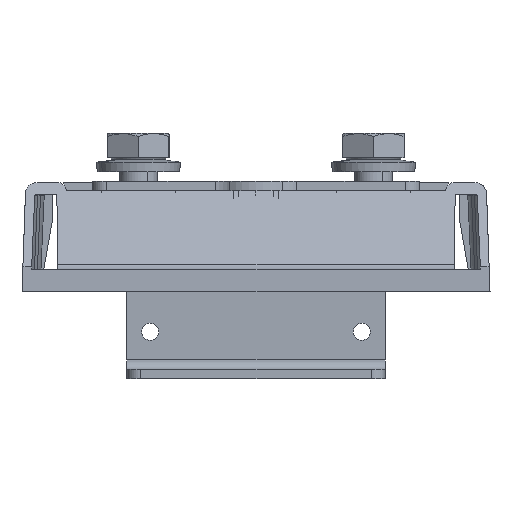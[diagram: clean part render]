
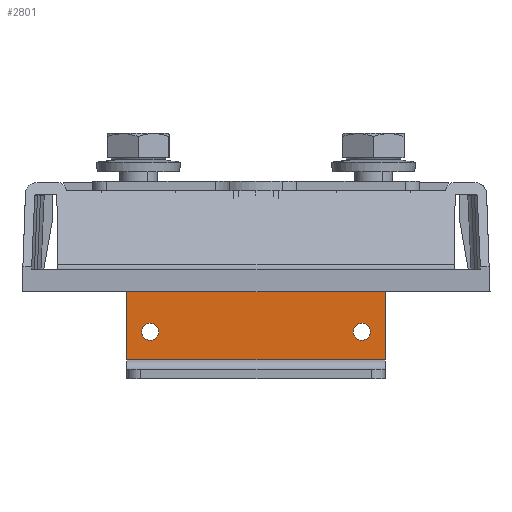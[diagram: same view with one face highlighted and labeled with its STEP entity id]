
A CAD part, left-side view. The second image highlights one B-rep face of the part: STEP entity #2801.
In plain terms, the highlighted face is planar.
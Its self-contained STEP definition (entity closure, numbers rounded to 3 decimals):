
#1043=DIRECTION('',(0.,0.,1.));
#1044=VECTOR('',#1043,2.5);
#1045=CARTESIAN_POINT('',(309.75,2.,35.5));
#1046=LINE('',#1045,#1044);
#1289=DIRECTION('',(0.,0.,1.));
#1290=VECTOR('',#1289,25.5);
#1291=CARTESIAN_POINT('',(302.5,2.,4.));
#1292=LINE('',#1291,#1290);
#1354=CARTESIAN_POINT('',(305.5,2.,29.5));
#1355=DIRECTION('',(0.,-1.,0.));
#1356=DIRECTION('',(0.,0.,1.));
#1357=AXIS2_PLACEMENT_3D('',#1354,#1355,#1356);
#1362=DIRECTION('',(-1.,0.,0.));
#1363=VECTOR('',#1362,1.25);
#1364=CARTESIAN_POINT('',(306.75,2.,32.5));
#1365=LINE('',#1364,#1363);
#1369=CARTESIAN_POINT('',(306.75,2.,35.5));
#1370=DIRECTION('',(0.,1.,0.));
#1371=DIRECTION('',(1.,0.,0.));
#1372=AXIS2_PLACEMENT_3D('',#1369,#1370,#1371);
#1377=DIRECTION('',(0.,0.,1.));
#1378=VECTOR('',#1377,2.5);
#1379=CARTESIAN_POINT('',(240.25,2.,35.5));
#1380=LINE('',#1379,#1378);
#1384=CARTESIAN_POINT('',(243.25,2.,35.5));
#1385=DIRECTION('',(0.,1.,0.));
#1386=DIRECTION('',(0.,0.,-1.));
#1387=AXIS2_PLACEMENT_3D('',#1384,#1385,#1386);
#1392=CARTESIAN_POINT('',(244.5,2.,29.5));
#1393=DIRECTION('',(0.,-1.,0.));
#1394=DIRECTION('',(1.,0.,0.));
#1395=AXIS2_PLACEMENT_3D('',#1392,#1393,#1394);
#1400=DIRECTION('',(0.,0.,1.));
#1401=VECTOR('',#1400,25.5);
#1402=CARTESIAN_POINT('',(247.5,2.,4.));
#1403=LINE('',#1402,#1401);
#1407=CARTESIAN_POINT('',(264.,2.,30.));
#1408=DIRECTION('',(0.,-1.,0.));
#1409=DIRECTION('',(0.,0.,1.));
#1410=AXIS2_PLACEMENT_3D('',#1407,#1408,#1409);
#1415=CARTESIAN_POINT('',(264.,2.,30.));
#1416=DIRECTION('',(0.,-1.,0.));
#1417=DIRECTION('',(0.,0.,-1.));
#1418=AXIS2_PLACEMENT_3D('',#1415,#1416,#1417);
#1423=CARTESIAN_POINT('',(286.,2.,30.));
#1424=DIRECTION('',(0.,-1.,0.));
#1425=DIRECTION('',(0.,0.,1.));
#1426=AXIS2_PLACEMENT_3D('',#1423,#1424,#1425);
#1431=CARTESIAN_POINT('',(286.,2.,30.));
#1432=DIRECTION('',(0.,-1.,0.));
#1433=DIRECTION('',(0.,0.,-1.));
#1434=AXIS2_PLACEMENT_3D('',#1431,#1432,#1433);
#1439=CARTESIAN_POINT('',(297.5,2.,10.));
#1440=DIRECTION('',(0.,-1.,0.));
#1441=DIRECTION('',(0.,0.,1.));
#1442=AXIS2_PLACEMENT_3D('',#1439,#1440,#1441);
#1447=CARTESIAN_POINT('',(297.5,2.,10.));
#1448=DIRECTION('',(0.,-1.,0.));
#1449=DIRECTION('',(0.,0.,-1.));
#1450=AXIS2_PLACEMENT_3D('',#1447,#1448,#1449);
#1455=CARTESIAN_POINT('',(252.5,2.,10.));
#1456=DIRECTION('',(0.,-1.,0.));
#1457=DIRECTION('',(0.,0.,1.));
#1458=AXIS2_PLACEMENT_3D('',#1455,#1456,#1457);
#1463=CARTESIAN_POINT('',(252.5,2.,10.));
#1464=DIRECTION('',(0.,-1.,0.));
#1465=DIRECTION('',(0.,0.,-1.));
#1466=AXIS2_PLACEMENT_3D('',#1463,#1464,#1465);
#1478=DIRECTION('',(1.,0.,0.));
#1479=VECTOR('',#1478,55.);
#1480=CARTESIAN_POINT('',(247.5,2.,4.));
#1481=LINE('',#1480,#1479);
#1622=DIRECTION('',(-1.,0.,0.));
#1623=VECTOR('',#1622,69.5);
#1624=CARTESIAN_POINT('',(309.75,2.,38.));
#1625=LINE('',#1624,#1623);
#1886=DIRECTION('',(1.,0.,0.));
#1887=VECTOR('',#1886,1.25);
#1888=CARTESIAN_POINT('',(243.25,2.,32.5));
#1889=LINE('',#1888,#1887);
#2257=CARTESIAN_POINT('',(309.75,2.,35.5));
#2258=VERTEX_POINT('',#2257);
#2259=CARTESIAN_POINT('',(309.75,2.,38.));
#2260=VERTEX_POINT('',#2259);
#2265=CARTESIAN_POINT('',(240.25,2.,38.));
#2266=VERTEX_POINT('',#2265);
#2267=CARTESIAN_POINT('',(240.25,2.,35.5));
#2268=VERTEX_POINT('',#2267);
#2325=CARTESIAN_POINT('',(247.5,2.,29.5));
#2326=VERTEX_POINT('',#2325);
#2327=CARTESIAN_POINT('',(247.5,2.,4.));
#2328=VERTEX_POINT('',#2327);
#2333=CARTESIAN_POINT('',(302.5,2.,4.));
#2334=VERTEX_POINT('',#2333);
#2335=CARTESIAN_POINT('',(302.5,2.,29.5));
#2336=VERTEX_POINT('',#2335);
#2369=CARTESIAN_POINT('',(244.5,2.,32.5));
#2370=VERTEX_POINT('',#2369);
#2371=CARTESIAN_POINT('',(243.25,2.,32.5));
#2372=VERTEX_POINT('',#2371);
#2373=CARTESIAN_POINT('',(306.75,2.,32.5));
#2374=VERTEX_POINT('',#2373);
#2375=CARTESIAN_POINT('',(305.5,2.,32.5));
#2376=VERTEX_POINT('',#2375);
#2377=CARTESIAN_POINT('',(264.,2.,31.8));
#2378=CARTESIAN_POINT('',(264.,2.,28.2));
#2379=VERTEX_POINT('',#2377);
#2380=VERTEX_POINT('',#2378);
#2381=CARTESIAN_POINT('',(286.,2.,31.8));
#2382=CARTESIAN_POINT('',(286.,2.,28.2));
#2383=VERTEX_POINT('',#2381);
#2384=VERTEX_POINT('',#2382);
#2385=CARTESIAN_POINT('',(297.5,2.,11.8));
#2386=CARTESIAN_POINT('',(297.5,2.,8.2));
#2387=VERTEX_POINT('',#2385);
#2388=VERTEX_POINT('',#2386);
#2389=CARTESIAN_POINT('',(252.5,2.,11.8));
#2390=CARTESIAN_POINT('',(252.5,2.,8.2));
#2391=VERTEX_POINT('',#2389);
#2392=VERTEX_POINT('',#2390);
#2752=CARTESIAN_POINT('',(-240.,2.,0.));
#2753=DIRECTION('',(0.,1.,0.));
#2754=DIRECTION('',(1.,0.,0.));
#2755=AXIS2_PLACEMENT_3D('',#2752,#2753,#2754);
#2756=PLANE('',#2755);
#2758=ORIENTED_EDGE('',*,*,#2757,.T.);
#2759=ORIENTED_EDGE('',*,*,#2670,.T.);
#2760=ORIENTED_EDGE('',*,*,#2698,.F.);
#2761=ORIENTED_EDGE('',*,*,#2719,.F.);
#2762=ORIENTED_EDGE('',*,*,#2739,.F.);
#2763=ORIENTED_EDGE('',*,*,#2492,.T.);
#2765=ORIENTED_EDGE('',*,*,#2764,.T.);
#2767=ORIENTED_EDGE('',*,*,#2766,.F.);
#2769=ORIENTED_EDGE('',*,*,#2768,.F.);
#2771=ORIENTED_EDGE('',*,*,#2770,.T.);
#2773=ORIENTED_EDGE('',*,*,#2772,.F.);
#2774=ORIENTED_EDGE('',*,*,#2613,.F.);
#2775=EDGE_LOOP('',(#2758,#2759,#2760,#2761,#2762,#2763,#2765,#2767,#2769,#2771,
#2773,#2774));
#2776=FACE_OUTER_BOUND('',#2775,.F.);
#2778=ORIENTED_EDGE('',*,*,#2777,.F.);
#2780=ORIENTED_EDGE('',*,*,#2779,.F.);
#2781=EDGE_LOOP('',(#2778,#2780));
#2782=FACE_BOUND('',#2781,.F.);
#2784=ORIENTED_EDGE('',*,*,#2783,.F.);
#2786=ORIENTED_EDGE('',*,*,#2785,.F.);
#2787=EDGE_LOOP('',(#2784,#2786));
#2788=FACE_BOUND('',#2787,.F.);
#2790=ORIENTED_EDGE('',*,*,#2789,.F.);
#2792=ORIENTED_EDGE('',*,*,#2791,.F.);
#2793=EDGE_LOOP('',(#2790,#2792));
#2794=FACE_BOUND('',#2793,.F.);
#2796=ORIENTED_EDGE('',*,*,#2795,.F.);
#2798=ORIENTED_EDGE('',*,*,#2797,.F.);
#2799=EDGE_LOOP('',(#2796,#2798));
#2800=FACE_BOUND('',#2799,.F.);
#1358=CIRCLE('',#1357,3.);
#1373=CIRCLE('',#1372,3.);
#1388=CIRCLE('',#1387,3.);
#1396=CIRCLE('',#1395,3.);
#1411=CIRCLE('',#1410,1.8);
#1419=CIRCLE('',#1418,1.8);
#1427=CIRCLE('',#1426,1.8);
#1435=CIRCLE('',#1434,1.8);
#1443=CIRCLE('',#1442,1.8);
#1451=CIRCLE('',#1450,1.8);
#1459=CIRCLE('',#1458,1.8);
#1467=CIRCLE('',#1466,1.8);
#2492=EDGE_CURVE('',#2258,#2260,#1046,.T.);
#2613=EDGE_CURVE('',#2328,#2326,#1403,.T.);
#2670=EDGE_CURVE('',#2334,#2336,#1292,.T.);
#2698=EDGE_CURVE('',#2376,#2336,#1358,.T.);
#2719=EDGE_CURVE('',#2374,#2376,#1365,.T.);
#2739=EDGE_CURVE('',#2258,#2374,#1373,.T.);
#2757=EDGE_CURVE('',#2328,#2334,#1481,.T.);
#2764=EDGE_CURVE('',#2260,#2266,#1625,.T.);
#2766=EDGE_CURVE('',#2268,#2266,#1380,.T.);
#2768=EDGE_CURVE('',#2372,#2268,#1388,.T.);
#2770=EDGE_CURVE('',#2372,#2370,#1889,.T.);
#2772=EDGE_CURVE('',#2326,#2370,#1396,.T.);
#2777=EDGE_CURVE('',#2379,#2380,#1411,.T.);
#2779=EDGE_CURVE('',#2380,#2379,#1419,.T.);
#2783=EDGE_CURVE('',#2383,#2384,#1427,.T.);
#2785=EDGE_CURVE('',#2384,#2383,#1435,.T.);
#2789=EDGE_CURVE('',#2387,#2388,#1443,.T.);
#2791=EDGE_CURVE('',#2388,#2387,#1451,.T.);
#2795=EDGE_CURVE('',#2391,#2392,#1459,.T.);
#2797=EDGE_CURVE('',#2392,#2391,#1467,.T.);
#2801=ADVANCED_FACE('',(#2776,#2782,#2788,#2794,#2800),#2756,.T.);
